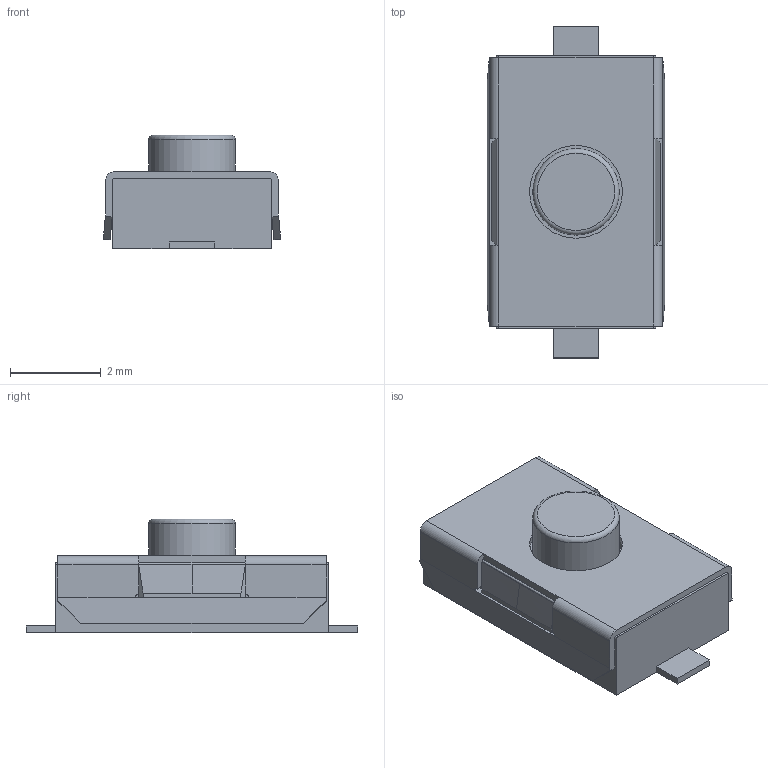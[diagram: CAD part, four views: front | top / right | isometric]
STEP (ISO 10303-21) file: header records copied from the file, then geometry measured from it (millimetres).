
FILE_DESCRIPTION(('FreeCAD Model'),'2;1');
FILE_NAME('sw_smd_06.0x3.8.step' ,'2016-07-22T15:38:56',('Author'),(''), 'Open CASCADE STEP processor 6.8','FreeCAD','Unknown');
FILE_SCHEMA(('AUTOMOTIVE_DESIGN_CC2 { 1 2 10303 214 -1 1 5 4 }'));
Length unit declared in the file: inch
Products named in the file (2): ASSEMBLY; sw_smd_6.0x3.8
Assembly tree (1 placements, depth 2):
  ASSEMBLY
    sw_smd_6.0x3.8
Bounding box: 3.9 x 7.3 x 2.5 mm (x, y, z)
Volume: 32.7 mm3; surface area: 133.4 mm2
Topology: 1 solids, 1 shells, 90 faces, 268 edges, 179 vertices
Faces by surface type: plane 69, cylinder 16, bspline 4, torus 1
Full cylindrical faces by diameter (mm): 1.9 x1, 2.04 x1
Entity records: 9221 total; most frequent: CARTESIAN_POINT 3320, DIRECTION 941, LINE 651, VECTOR 651, ORIENTED_EDGE 544, PCURVE 536, DEFINITIONAL_REPRESENTATION 536, EDGE_CURVE 268
